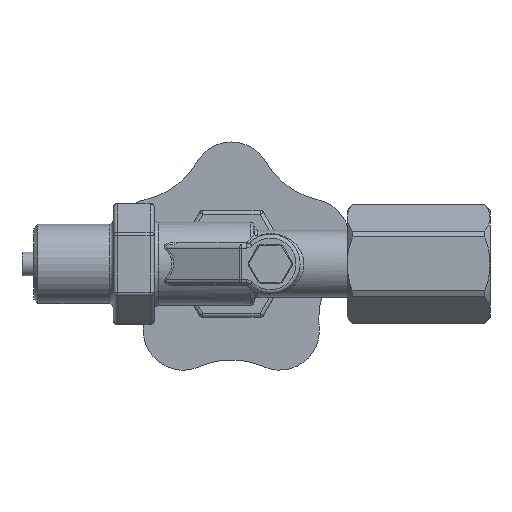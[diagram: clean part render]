
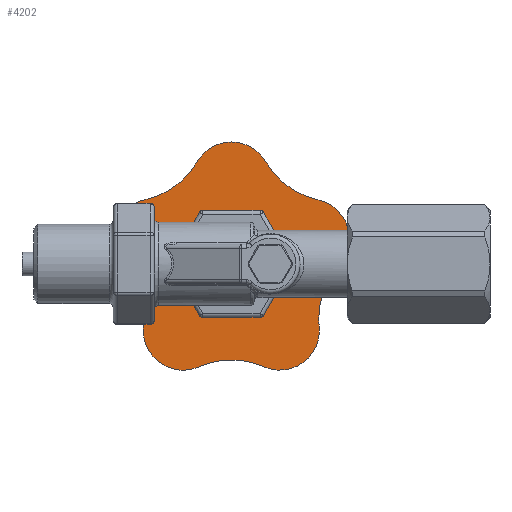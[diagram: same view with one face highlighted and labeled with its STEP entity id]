
A CAD part, front view. The second image highlights one B-rep face of the part: STEP entity #4202.
In plain terms, the highlighted planar face has unit normal (0, -1, 0).
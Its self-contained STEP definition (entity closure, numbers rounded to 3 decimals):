
#4 = ORIENTED_EDGE ( 'NONE', *, *, #1760, .F. ) ;
#15 = ORIENTED_EDGE ( 'NONE', *, *, #2179, .F. ) ;
#896 = ORIENTED_EDGE ( 'NONE', *, *, #1762, .F. ) ;
#1083 = VERTEX_POINT ( 'NONE', #1569 ) ;
#1232 = VERTEX_POINT ( 'NONE', #1867 ) ;
#1234 = VERTEX_POINT ( 'NONE', #1869 ) ;
#1235 = VERTEX_POINT ( 'NONE', #1870 ) ;
#1236 = VERTEX_POINT ( 'NONE', #1871 ) ;
#1238 = VERTEX_POINT ( 'NONE', #1873 ) ;
#1239 = VERTEX_POINT ( 'NONE', #1874 ) ;
#1240 = VERTEX_POINT ( 'NONE', #1875 ) ;
#1253 = VERTEX_POINT ( 'NONE', #1888 ) ;
#1254 = VERTEX_POINT ( 'NONE', #1889 ) ;
#1257 = VERTEX_POINT ( 'NONE', #1892 ) ;
#1258 = VERTEX_POINT ( 'NONE', #1893 ) ;
#1261 = VERTEX_POINT ( 'NONE', #1896 ) ;
#1264 = VERTEX_POINT ( 'NONE', #1899 ) ;
#1265 = VERTEX_POINT ( 'NONE', #1900 ) ;
#1481 = EDGE_LOOP ( 'NONE', ( #4726, #4698, #15, #8555, #8528, #8540, #5256, #4, #896, #4744, #4722, #4739, #8529 ) ) ;
#1569 = CARTESIAN_POINT ( 'NONE',  ( -35.434, 69.8, 6.412 ) ) ;
#1760 = EDGE_CURVE ( 'NONE', #1235, #1265, #7316, .T. ) ;
#1762 = EDGE_CURVE ( 'NONE', #1232, #1235, #7305, .T. ) ;
#1763 = EDGE_CURVE ( 'NONE', #1236, #1232, #7317, .T. ) ;
#1764 = EDGE_CURVE ( 'NONE', #1240, #1236, #7319, .T. ) ;
#1765 = EDGE_CURVE ( 'NONE', #1083, #1240, #7320, .T. ) ;
#1822 = EDGE_CURVE ( 'NONE', #1234, #1238, #7399, .T. ) ;
#1823 = EDGE_CURVE ( 'NONE', #1261, #1234, #7401, .T. ) ;
#1826 = EDGE_CURVE ( 'NONE', #1253, #1254, #7404, .T. ) ;
#1827 = EDGE_CURVE ( 'NONE', #1239, #1264, #7396, .T. ) ;
#1830 = EDGE_CURVE ( 'NONE', #1257, #1239, #7406, .T. ) ;
#1832 = EDGE_CURVE ( 'NONE', #1238, #1258, #7410, .T. ) ;
#1867 = CARTESIAN_POINT ( 'NONE',  ( 2.959, 69.8, 25.752 ) ) ;
#1869 = CARTESIAN_POINT ( 'NONE',  ( 16.442, 69.8, -15.744 ) ) ;
#1870 = CARTESIAN_POINT ( 'NONE',  ( 16.116, 69.8, 16.193 ) ) ;
#1871 = CARTESIAN_POINT ( 'NONE',  ( -14.359, 69.8, 25.752 ) ) ;
#1873 = CARTESIAN_POINT ( 'NONE',  ( 2.431, 69.8, -25.923 ) ) ;
#1874 = CARTESIAN_POINT ( 'NONE',  ( -27.842, 69.8, -15.744 ) ) ;
#1875 = CARTESIAN_POINT ( 'NONE',  ( -27.516, 69.8, 16.193 ) ) ;
#1888 = CARTESIAN_POINT ( 'NONE',  ( -15.65, 69.8, 0. ) ) ;
#1889 = CARTESIAN_POINT ( 'NONE',  ( 4.25, 69.8, 0. ) ) ;
#1892 = CARTESIAN_POINT ( 'NONE',  ( -27.897, 69.8, -16.787 ) ) ;
#1893 = CARTESIAN_POINT ( 'NONE',  ( -13.831, 69.8, -25.923 ) ) ;
#1896 = CARTESIAN_POINT ( 'NONE',  ( 16.333, 69.8, -13.657 ) ) ;
#1899 = CARTESIAN_POINT ( 'NONE',  ( -32.867, 69.8, -0.278 ) ) ;
#1900 = CARTESIAN_POINT ( 'NONE',  ( 21.467, 69.8, -0.278 ) ) ;
#2175 = EDGE_CURVE ( 'NONE', #1254, #1253, #7498, .T. ) ;
#2179 = EDGE_CURVE ( 'NONE', #1258, #1257, #7513, .T. ) ;
#2183 = EDGE_CURVE ( 'NONE', #1265, #1261, #7519, .T. ) ;
#2186 = EDGE_CURVE ( 'NONE', #1264, #1083, #7518, .T. ) ;
#2340 = CARTESIAN_POINT ( 'NONE',  ( 14.034, 69.8, 6.412 ) ) ;
#2341 = DIRECTION ( 'NONE',  ( 0., 1., 0. ) ) ;
#2342 = DIRECTION ( 'NONE',  ( -1., 0., 0. ) ) ;
#2344 = CARTESIAN_POINT ( 'NONE',  ( 20.278, 69.8, 35.755 ) ) ;
#2345 = DIRECTION ( 'NONE',  ( 0., -1., 0. ) ) ;
#2346 = DIRECTION ( 'NONE',  ( -1., 0., 0. ) ) ;
#2347 = CARTESIAN_POINT ( 'NONE',  ( -5.7, 69.8, 20.75 ) ) ;
#2348 = DIRECTION ( 'NONE',  ( 0., 1., 0. ) ) ;
#2349 = DIRECTION ( 'NONE',  ( -1., 0., 0. ) ) ;
#2350 = CARTESIAN_POINT ( 'NONE',  ( -31.678, 69.8, 35.755 ) ) ;
#2351 = DIRECTION ( 'NONE',  ( 0., -1., 0. ) ) ;
#2352 = DIRECTION ( 'NONE',  ( -1., 0., 0. ) ) ;
#2355 = CARTESIAN_POINT ( 'NONE',  ( -25.434, 69.8, 6.412 ) ) ;
#2356 = DIRECTION ( 'NONE',  ( 0., 1., 0. ) ) ;
#2357 = DIRECTION ( 'NONE',  ( -1., 0., 0. ) ) ;
#2670 = AXIS2_PLACEMENT_3D ( 'NONE', #2340, #2341, #2342 ) ;
#2671 = AXIS2_PLACEMENT_3D ( 'NONE', #2344, #2345, #2346 ) ;
#2672 = AXIS2_PLACEMENT_3D ( 'NONE', #2347, #2348, #2349 ) ;
#2673 = AXIS2_PLACEMENT_3D ( 'NONE', #2350, #2351, #2352 ) ;
#2674 = AXIS2_PLACEMENT_3D ( 'NONE', #2355, #2356, #2357 ) ;
#2681 = AXIS2_PLACEMENT_3D ( 'NONE', #2902, #2903, #2904 ) ;
#2682 = AXIS2_PLACEMENT_3D ( 'NONE', #2905, #2906, #2907 ) ;
#2685 = AXIS2_PLACEMENT_3D ( 'NONE', #2914, #2915, #2916 ) ;
#2686 = AXIS2_PLACEMENT_3D ( 'NONE', #2917, #2918, #2919 ) ;
#2689 = AXIS2_PLACEMENT_3D ( 'NONE', #2926, #2927, #2928 ) ;
#2691 = AXIS2_PLACEMENT_3D ( 'NONE', #2935, #2936, #2937 ) ;
#2725 = AXIS2_PLACEMENT_3D ( 'NONE', #4041, #4042, #4043 ) ;
#2727 = AXIS2_PLACEMENT_3D ( 'NONE', #4051, #4052, #4053 ) ;
#2729 = AXIS2_PLACEMENT_3D ( 'NONE', #4060, #4061, #4062 ) ;
#2731 = AXIS2_PLACEMENT_3D ( 'NONE', #4068, #4069, #4070 ) ;
#2902 = CARTESIAN_POINT ( 'NONE',  ( 6.497, 69.8, -16.787 ) ) ;
#2903 = DIRECTION ( 'NONE',  ( 0., 1., 0. ) ) ;
#2904 = DIRECTION ( 'NONE',  ( -1., 0., 0. ) ) ;
#2905 = CARTESIAN_POINT ( 'NONE',  ( 36.333, 69.8, -13.657 ) ) ;
#2906 = DIRECTION ( 'NONE',  ( 0., -1., 0. ) ) ;
#2907 = DIRECTION ( 'NONE',  ( -1., 0., 0. ) ) ;
#2914 = CARTESIAN_POINT ( 'NONE',  ( -5.7, 69.8, 0. ) ) ;
#2915 = DIRECTION ( 'NONE',  ( 0., -1., 0. ) ) ;
#2916 = DIRECTION ( 'NONE',  ( 1., 0., 0. ) ) ;
#2917 = CARTESIAN_POINT ( 'NONE',  ( -47.733, 69.8, -13.657 ) ) ;
#2918 = DIRECTION ( 'NONE',  ( 0., -1., 0. ) ) ;
#2919 = DIRECTION ( 'NONE',  ( -1., 0., 0. ) ) ;
#2926 = CARTESIAN_POINT ( 'NONE',  ( -17.897, 69.8, -16.787 ) ) ;
#2927 = DIRECTION ( 'NONE',  ( 0., 1., 0. ) ) ;
#2928 = DIRECTION ( 'NONE',  ( -1., 0., 0. ) ) ;
#2935 = CARTESIAN_POINT ( 'NONE',  ( -5.7, 69.8, -44.196 ) ) ;
#2936 = DIRECTION ( 'NONE',  ( 0., -1., 0. ) ) ;
#2937 = DIRECTION ( 'NONE',  ( -1., 0., 0. ) ) ;
#4041 = CARTESIAN_POINT ( 'NONE',  ( -5.7, 69.8, 0. ) ) ;
#4042 = DIRECTION ( 'NONE',  ( 0., -1., 0. ) ) ;
#4043 = DIRECTION ( 'NONE',  ( 1., 0., 0. ) ) ;
#4051 = CARTESIAN_POINT ( 'NONE',  ( -17.897, 69.8, -16.787 ) ) ;
#4052 = DIRECTION ( 'NONE',  ( 0., 1., 0. ) ) ;
#4053 = DIRECTION ( 'NONE',  ( -1., 0., 0. ) ) ;
#4060 = CARTESIAN_POINT ( 'NONE',  ( 36.333, 69.8, -13.657 ) ) ;
#4061 = DIRECTION ( 'NONE',  ( 0., -1., 0. ) ) ;
#4062 = DIRECTION ( 'NONE',  ( -1., 0., 0. ) ) ;
#4068 = CARTESIAN_POINT ( 'NONE',  ( -25.434, 69.8, 6.412 ) ) ;
#4069 = DIRECTION ( 'NONE',  ( 0., 1., 0. ) ) ;
#4070 = DIRECTION ( 'NONE',  ( -1., 0., 0. ) ) ;
#4202 = ADVANCED_FACE ( 'NONE', ( #5495, #5499 ), #7739, .F. ) ;
#4698 = ORIENTED_EDGE ( 'NONE', *, *, #1830, .F. ) ;
#4722 = ORIENTED_EDGE ( 'NONE', *, *, #1764, .F. ) ;
#4726 = ORIENTED_EDGE ( 'NONE', *, *, #1827, .F. ) ;
#4727 = ORIENTED_EDGE ( 'NONE', *, *, #1826, .F. ) ;
#4728 = ORIENTED_EDGE ( 'NONE', *, *, #2175, .F. ) ;
#4739 = ORIENTED_EDGE ( 'NONE', *, *, #1765, .F. ) ;
#4744 = ORIENTED_EDGE ( 'NONE', *, *, #1763, .F. ) ;
#5256 = ORIENTED_EDGE ( 'NONE', *, *, #2183, .F. ) ;
#5495 = FACE_BOUND ( 'NONE', #7136, .T. ) ;
#5499 = FACE_OUTER_BOUND ( 'NONE', #1481, .T. ) ;
#5922 = AXIS2_PLACEMENT_3D ( 'NONE', #7736, #7741, #7742 ) ;
#7136 = EDGE_LOOP ( 'NONE', ( #4728, #4727 ) ) ;
#7305 = CIRCLE ( 'NONE', #2671, 20. ) ;
#7316 = CIRCLE ( 'NONE', #2670, 10. ) ;
#7317 = CIRCLE ( 'NONE', #2672, 10. ) ;
#7319 = CIRCLE ( 'NONE', #2673, 20. ) ;
#7320 = CIRCLE ( 'NONE', #2674, 10. ) ;
#7396 = CIRCLE ( 'NONE', #2686, 20. ) ;
#7399 = CIRCLE ( 'NONE', #2681, 10. ) ;
#7401 = CIRCLE ( 'NONE', #2682, 20. ) ;
#7404 = CIRCLE ( 'NONE', #2685, 9.95 ) ;
#7406 = CIRCLE ( 'NONE', #2689, 10. ) ;
#7410 = CIRCLE ( 'NONE', #2691, 20. ) ;
#7498 = CIRCLE ( 'NONE', #2725, 9.95 ) ;
#7513 = CIRCLE ( 'NONE', #2727, 10. ) ;
#7518 = CIRCLE ( 'NONE', #2731, 10. ) ;
#7519 = CIRCLE ( 'NONE', #2729, 20. ) ;
#7736 = CARTESIAN_POINT ( 'NONE',  ( -36.45, 69.8, 0. ) ) ;
#7739 = PLANE ( 'NONE',  #5922 ) ;
#7741 = DIRECTION ( 'NONE',  ( 0., 1., 0. ) ) ;
#7742 = DIRECTION ( 'NONE',  ( -1., 0., 0. ) ) ;
#8528 = ORIENTED_EDGE ( 'NONE', *, *, #1822, .F. ) ;
#8529 = ORIENTED_EDGE ( 'NONE', *, *, #2186, .F. ) ;
#8540 = ORIENTED_EDGE ( 'NONE', *, *, #1823, .F. ) ;
#8555 = ORIENTED_EDGE ( 'NONE', *, *, #1832, .F. ) ;
